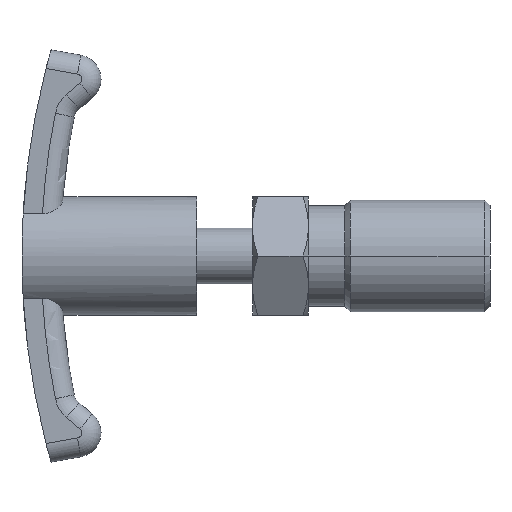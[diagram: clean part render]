
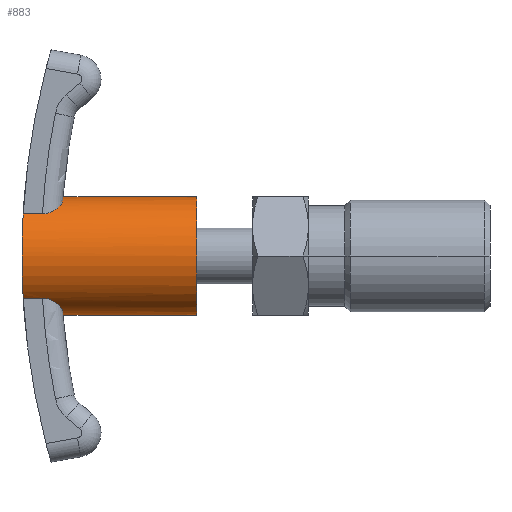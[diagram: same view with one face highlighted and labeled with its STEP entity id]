
A CAD part, left-side view. The second image highlights one B-rep face of the part: STEP entity #883.
In plain terms, the highlighted cylindrical face has radius 8.5 mm (diameter 17 mm), a partial arc.
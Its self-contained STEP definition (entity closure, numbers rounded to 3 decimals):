
#403=EDGE_CURVE('',#989,#605,#1149,.T.);
#457=VERTEX_POINT('',#1209);
#559=EDGE_CURVE('',#457,#725,#1321,.T.);
#583=EDGE_CURVE('',#697,#725,#1347,.T.);
#585=VERTEX_POINT('',#1349);
#605=VERTEX_POINT('',#1372);
#651=VERTEX_POINT('',#1423);
#655=VERTEX_POINT('',#1427);
#697=VERTEX_POINT('',#1476);
#725=VERTEX_POINT('',#1507);
#863=VERTEX_POINT('',#1658);
#883=ADVANCED_FACE('',(#1678),#1679,.T.);
#901=EDGE_CURVE('',#1113,#989,#1699,.T.);
#911=EDGE_CURVE('',#585,#863,#1709,.T.);
#959=EDGE_CURVE('',#1107,#697,#1768,.T.);
#969=EDGE_CURVE('',#651,#1107,#1778,.T.);
#989=VERTEX_POINT('',#1800);
#993=EDGE_CURVE('',#655,#1113,#1805,.T.);
#1011=EDGE_CURVE('',#651,#585,#1824,.T.);
#1045=EDGE_CURVE('',#863,#655,#1865,.T.);
#1049=EDGE_CURVE('',#605,#457,#1869,.T.);
#1107=VERTEX_POINT('',#1933);
#1113=VERTEX_POINT('',#1940);
#1149=LINE('',#1982,#1983);
#1209=CARTESIAN_POINT('',(-3.25,35.194,-7.854));
#1321=B_SPLINE_CURVE_WITH_KNOTS('',3,(#2267,#2268,#2269,#2270,#2271,#2272,#2273,#2274,#2275,#2276),.UNSPECIFIED.,.F.,.F.,(4,2,2,2,4),(22.424,24.026,25.628,27.229,28.831),.UNSPECIFIED.);
#1347=LINE('',#2347,#2348);
#1349=CARTESIAN_POINT('',(-3.25,35.194,7.854));
#1372=CARTESIAN_POINT('',(-6.0,38.075,-6.021));
#1423=CARTESIAN_POINT('',(0.,35.142,8.5));
#1427=CARTESIAN_POINT('',(-6.0,40.83,6.021));
#1476=CARTESIAN_POINT('',(0.,16.0,-8.5));
#1507=CARTESIAN_POINT('',(0.,35.142,-8.5));
#1658=CARTESIAN_POINT('',(-6.0,38.075,6.021));
#1678=FACE_OUTER_BOUND('',#2920,.T.);
#1679=CYLINDRICAL_SURFACE('',#2921,8.5);
#1699=B_SPLINE_CURVE_WITH_KNOTS('',3,(#2987,#2988,#2989,#2990,#2991,#2992,#2993,#2994,#2995,#2996,#2997,#2998),.UNSPECIFIED.,.F.,.F.,(4,2,2,2,2,4),(12.813,14.415,16.016,17.618,19.22,19.235),.UNSPECIFIED.);
#1709=B_SPLINE_CURVE_WITH_KNOTS('',3,(#3011,#3012,#3013,#3014,#3015,#3016,#3017,#3018,#3019,#3020,#3021,#3022),.UNSPECIFIED.,.F.,.F.,(4,2,2,2,2,4),(0.0,1.177,2.57,3.848,4.481,5.102),.UNSPECIFIED.);
#1768=CIRCLE('',#3093,8.5);
#1778=LINE('',#3130,#3131);
#1800=CARTESIAN_POINT('',(-6.0,40.83,-6.021));
#1805=B_SPLINE_CURVE_WITH_KNOTS('',3,(#3191,#3192,#3193,#3194,#3195,#3196,#3197,#3198,#3199,#3200,#3201,#3202),.UNSPECIFIED.,.F.,.F.,(4,2,2,2,2,4),(6.392,6.407,8.008,9.61,11.212,12.813),.UNSPECIFIED.);
#1824=B_SPLINE_CURVE_WITH_KNOTS('',3,(#3240,#3241,#3242,#3243,#3244,#3245,#3246,#3247,#3248,#3249,#3250),.UNSPECIFIED.,.F.,.F.,(4,2,3,2,4),(-3.203,-1.602,0.0,1.602,3.203),.UNSPECIFIED.);
#1865=LINE('',#3319,#3320);
#1869=B_SPLINE_CURVE_WITH_KNOTS('',3,(#3325,#3326,#3327,#3328,#3329,#3330,#3331,#3332,#3333,#3334,#3335,#3336),.UNSPECIFIED.,.F.,.F.,(4,2,2,2,2,4),(0.0,0.773,1.661,2.833,3.826,4.796),.UNSPECIFIED.);
#1933=CARTESIAN_POINT('',(0.,16.0,8.5));
#1940=CARTESIAN_POINT('',(-8.5,41.0,0.));
#1982=CARTESIAN_POINT('',(-6.0,36.72,-6.021));
#1983=VECTOR('',#3493,1.0);
#2267=CARTESIAN_POINT('',(-3.254,35.194,-7.853));
#2268=CARTESIAN_POINT('',(-2.73,35.177,-8.07));
#2269=CARTESIAN_POINT('',(-2.184,35.164,-8.234));
#2270=CARTESIAN_POINT('',(-1.086,35.146,-8.449));
#2271=CARTESIAN_POINT('',(-0.534,35.142,-8.5));
#2272=CARTESIAN_POINT('',(0.534,35.142,-8.5));
#2273=CARTESIAN_POINT('',(1.086,35.146,-8.449));
#2274=CARTESIAN_POINT('',(2.184,35.164,-8.234));
#2275=CARTESIAN_POINT('',(2.73,35.177,-8.07));
#2276=CARTESIAN_POINT('',(3.254,35.194,-7.853));
#2347=CARTESIAN_POINT('',(0.,29.0,-8.5));
#2348=VECTOR('',#3715,1.0);
#2920=EDGE_LOOP('',(#4124,#4125,#4126,#4127,#4128,#4129,#4130,#4131,#4132,#4133,#4134));
#2921=AXIS2_PLACEMENT_3D('',#4135,#4136,#4137);
#2987=CARTESIAN_POINT('',(-8.5,41.0,0.));
#2988=CARTESIAN_POINT('',(-8.5,41.0,-0.534));
#2989=CARTESIAN_POINT('',(-8.449,40.996,-1.086));
#2990=CARTESIAN_POINT('',(-8.234,40.979,-2.184));
#2991=CARTESIAN_POINT('',(-8.07,40.966,-2.73));
#2992=CARTESIAN_POINT('',(-7.636,40.934,-3.777));
#2993=CARTESIAN_POINT('',(-7.366,40.915,-4.279));
#2994=CARTESIAN_POINT('',(-6.742,40.874,-5.207));
#2995=CARTESIAN_POINT('',(-6.388,40.852,-5.633));
#2996=CARTESIAN_POINT('',(-6.007,40.83,-6.014));
#2997=CARTESIAN_POINT('',(-6.003,40.83,-6.017));
#2998=CARTESIAN_POINT('',(-6.0,40.83,-6.021));
#3011=CARTESIAN_POINT('',(-3.25,35.194,7.854));
#3012=CARTESIAN_POINT('',(-3.612,35.206,7.704));
#3013=CARTESIAN_POINT('',(-3.959,35.29,7.53));
#3014=CARTESIAN_POINT('',(-4.651,35.599,7.128));
#3015=CARTESIAN_POINT('',(-4.986,35.847,6.892));
#3016=CARTESIAN_POINT('',(-5.509,36.434,6.481));
#3017=CARTESIAN_POINT('',(-5.705,36.762,6.304));
#3018=CARTESIAN_POINT('',(-5.896,37.296,6.123));
#3019=CARTESIAN_POINT('',(-5.943,37.483,6.077));
#3020=CARTESIAN_POINT('',(-5.999,37.866,6.022));
#3021=CARTESIAN_POINT('',(-6.007,38.057,6.014));
#3022=CARTESIAN_POINT('',(-5.994,38.25,6.026));
#3093=AXIS2_PLACEMENT_3D('',#4254,#4255,#4256);
#3130=CARTESIAN_POINT('',(0.,29.0,8.5));
#3131=VECTOR('',#4263,1.0);
#3191=CARTESIAN_POINT('',(-6.0,40.83,6.021));
#3192=CARTESIAN_POINT('',(-6.003,40.83,6.017));
#3193=CARTESIAN_POINT('',(-6.007,40.83,6.014));
#3194=CARTESIAN_POINT('',(-6.388,40.852,5.633));
#3195=CARTESIAN_POINT('',(-6.742,40.874,5.207));
#3196=CARTESIAN_POINT('',(-7.366,40.915,4.279));
#3197=CARTESIAN_POINT('',(-7.636,40.934,3.777));
#3198=CARTESIAN_POINT('',(-8.07,40.966,2.73));
#3199=CARTESIAN_POINT('',(-8.234,40.979,2.184));
#3200=CARTESIAN_POINT('',(-8.449,40.996,1.086));
#3201=CARTESIAN_POINT('',(-8.5,41.0,0.534));
#3202=CARTESIAN_POINT('',(-8.5,41.0,0.));
#3240=CARTESIAN_POINT('',(3.254,35.194,7.853));
#3241=CARTESIAN_POINT('',(2.73,35.177,8.07));
#3242=CARTESIAN_POINT('',(2.184,35.164,8.234));
#3243=CARTESIAN_POINT('',(1.086,35.146,8.449));
#3244=CARTESIAN_POINT('',(0.534,35.142,8.5));
#3245=CARTESIAN_POINT('',(0.,35.142,8.5));
#3246=CARTESIAN_POINT('',(-0.534,35.142,8.5));
#3247=CARTESIAN_POINT('',(-1.086,35.146,8.449));
#3248=CARTESIAN_POINT('',(-2.184,35.164,8.234));
#3249=CARTESIAN_POINT('',(-2.73,35.177,8.07));
#3250=CARTESIAN_POINT('',(-3.254,35.194,7.853));
#3319=CARTESIAN_POINT('',(-6.0,36.72,6.021));
#3320=VECTOR('',#4369,1.0);
#3325=CARTESIAN_POINT('',(-5.994,38.25,-6.026));
#3326=CARTESIAN_POINT('',(-6.011,37.993,-6.01));
#3327=CARTESIAN_POINT('',(-5.991,37.739,-6.03));
#3328=CARTESIAN_POINT('',(-5.878,37.208,-6.14));
#3329=CARTESIAN_POINT('',(-5.777,36.944,-6.237));
#3330=CARTESIAN_POINT('',(-5.475,36.389,-6.506));
#3331=CARTESIAN_POINT('',(-5.244,36.102,-6.699));
#3332=CARTESIAN_POINT('',(-4.727,35.664,-7.071));
#3333=CARTESIAN_POINT('',(-4.457,35.5,-7.246));
#3334=CARTESIAN_POINT('',(-3.878,35.272,-7.571));
#3335=CARTESIAN_POINT('',(-3.57,35.204,-7.722));
#3336=CARTESIAN_POINT('',(-3.25,35.194,-7.854));
#3493=DIRECTION('',(0.0,-1.0,0.0));
#3715=DIRECTION('',(0.0,1.0,0.0));
#4124=ORIENTED_EDGE('',*,*,#583,.F.);
#4125=ORIENTED_EDGE('',*,*,#959,.F.);
#4126=ORIENTED_EDGE('',*,*,#969,.F.);
#4127=ORIENTED_EDGE('',*,*,#1011,.T.);
#4128=ORIENTED_EDGE('',*,*,#911,.T.);
#4129=ORIENTED_EDGE('',*,*,#1045,.T.);
#4130=ORIENTED_EDGE('',*,*,#993,.T.);
#4131=ORIENTED_EDGE('',*,*,#901,.T.);
#4132=ORIENTED_EDGE('',*,*,#403,.T.);
#4133=ORIENTED_EDGE('',*,*,#1049,.T.);
#4134=ORIENTED_EDGE('',*,*,#559,.T.);
#4135=CARTESIAN_POINT('',(0.0,29.0,0.0));
#4136=DIRECTION('',(-0.0,-1.0,-0.0));
#4137=DIRECTION('',(0.,0.0,-1.0));
#4254=CARTESIAN_POINT('',(0.0,16.0,0.0));
#4255=DIRECTION('',(0.0,-1.0,0.0));
#4256=DIRECTION('',(0.,0.0,-1.0));
#4263=DIRECTION('',(-0.0,-1.0,-0.0));
#4369=DIRECTION('',(0.0,1.0,0.0));
